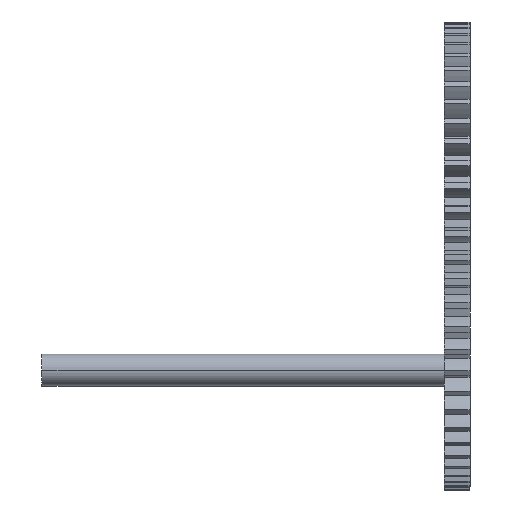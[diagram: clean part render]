
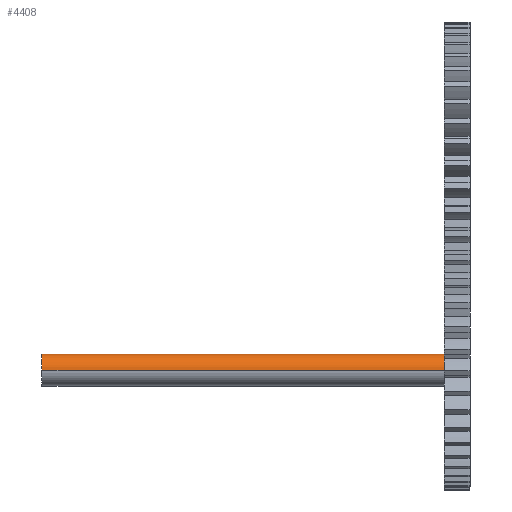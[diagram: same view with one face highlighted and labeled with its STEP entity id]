
A CAD part, top view. The second image highlights one B-rep face of the part: STEP entity #4408.
In plain terms, the highlighted cylindrical face has radius 7.5 mm (diameter 15 mm), a partial arc.
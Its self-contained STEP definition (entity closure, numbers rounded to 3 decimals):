
#305 = EDGE_LOOP ( 'NONE', ( #4420, #7271, #7091, #4373 ) ) ;
#1355 = CARTESIAN_POINT ( 'NONE',  ( -7.5, 0., 0. ) ) ;
#1426 = AXIS2_PLACEMENT_3D ( 'NONE', #5208, #4324, #12658 ) ;
#1486 = CYLINDRICAL_SURFACE ( 'NONE', #11407, 7.5 ) ;
#1495 = CARTESIAN_POINT ( 'NONE',  ( 7.5, 0., 200. ) ) ;
#1869 = VERTEX_POINT ( 'NONE', #2641 ) ;
#1945 = VERTEX_POINT ( 'NONE', #1495 ) ;
#2052 = DIRECTION ( 'NONE',  ( 0., 0., -1. ) ) ;
#2641 = CARTESIAN_POINT ( 'NONE',  ( -7.5, 0., 200. ) ) ;
#3585 = DIRECTION ( 'NONE',  ( 0., 0., -1. ) ) ;
#4324 = DIRECTION ( 'NONE',  ( 0., 0., 1. ) ) ;
#4373 = ORIENTED_EDGE ( 'NONE', *, *, #10476, .F. ) ;
#4408 = ADVANCED_FACE ( 'NONE', ( #5491 ), #1486, .T. ) ;
#4415 = DIRECTION ( 'NONE',  ( 0., 0., -1. ) ) ;
#4420 = ORIENTED_EDGE ( 'NONE', *, *, #7716, .F. ) ;
#5208 = CARTESIAN_POINT ( 'NONE',  ( 0., 0., 200. ) ) ;
#5354 = VERTEX_POINT ( 'NONE', #8751 ) ;
#5427 = DIRECTION ( 'NONE',  ( -1., 0., 0. ) ) ;
#5434 = LINE ( 'NONE', #9558, #12990 ) ;
#5491 = FACE_OUTER_BOUND ( 'NONE', #305, .T. ) ;
#5496 = EDGE_CURVE ( 'NONE', #1945, #5354, #10118, .T. ) ;
#5572 = AXIS2_PLACEMENT_3D ( 'NONE', #10720, #12764, #10655 ) ;
#5777 = VECTOR ( 'NONE', #2052, 1000. ) ;
#7091 = ORIENTED_EDGE ( 'NONE', *, *, #8610, .T. ) ;
#7127 = CARTESIAN_POINT ( 'NONE',  ( 7.5, 0., 200. ) ) ;
#7271 = ORIENTED_EDGE ( 'NONE', *, *, #5496, .T. ) ;
#7716 = EDGE_CURVE ( 'NONE', #1945, #1869, #10767, .T. ) ;
#8377 = CIRCLE ( 'NONE', #5572, 7.5 ) ;
#8610 = EDGE_CURVE ( 'NONE', #5354, #11548, #8377, .T. ) ;
#8751 = CARTESIAN_POINT ( 'NONE',  ( 7.5, 0., 0. ) ) ;
#9558 = CARTESIAN_POINT ( 'NONE',  ( -7.5, 0., 200. ) ) ;
#9617 = CARTESIAN_POINT ( 'NONE',  ( 0., 0., 200. ) ) ;
#10118 = LINE ( 'NONE', #7127, #5777 ) ;
#10476 = EDGE_CURVE ( 'NONE', #1869, #11548, #5434, .T. ) ;
#10655 = DIRECTION ( 'NONE',  ( 1., 0., 0. ) ) ;
#10720 = CARTESIAN_POINT ( 'NONE',  ( 0., 0., 0. ) ) ;
#10767 = CIRCLE ( 'NONE', #1426, 7.5 ) ;
#11407 = AXIS2_PLACEMENT_3D ( 'NONE', #9617, #3585, #5427 ) ;
#11548 = VERTEX_POINT ( 'NONE', #1355 ) ;
#12658 = DIRECTION ( 'NONE',  ( 1., 0., 0. ) ) ;
#12764 = DIRECTION ( 'NONE',  ( 0., 0., 1. ) ) ;
#12990 = VECTOR ( 'NONE', #4415, 1000. ) ;
